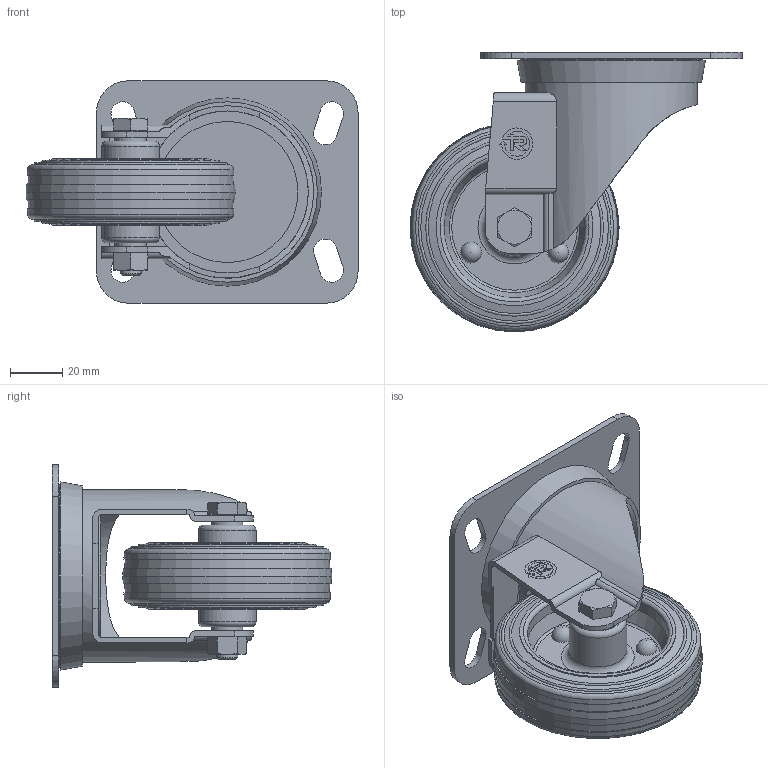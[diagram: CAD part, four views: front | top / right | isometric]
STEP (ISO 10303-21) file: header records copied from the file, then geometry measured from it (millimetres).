
FILE_DESCRIPTION(/* description */ (''),/* implementation_level */ '2;1');
FILE_NAME(/* name */ 'CRUST0000038.stp',/* time_stamp */ '2018-05-29T18:14:42+02:00',/* author */ ('fzagni'),/* organization */ (''),/* preprocessor_version */ 'ST-DEVELOPER v16.1',/* originating_system */ 'Autodesk Inventor 2016',/* authorisation */ '');
FILE_SCHEMA (('AUTOMOTIVE_DESIGN { 1 0 10303 214 3 1 1 }'));
Length unit declared in the file: millimetre
Products named in the file (1): CRUST0000038
Bounding box: 127 x 107 x 85 mm (x, y, z)
Volume: 159296.9 mm3; surface area: 65602.9 mm2
Topology: 5 solids, 5 shells, 271 faces, 664 edges, 427 vertices
Faces by surface type: plane 141, cylinder 59, cone 41, torus 24, sphere 6
Full cylindrical faces by diameter (mm): 6.647 x1, 8 x4, 11.47 x1, 12 x3, 13.5 x2, 22 x2, 54 x3, 60 x2, 62 x1, 66 x1
Entity records: 7607 total; most frequent: CARTESIAN_POINT 1537, DIRECTION 1254, ORIENTED_EDGE 1148, EDGE_CURVE 574, AXIS2_PLACEMENT_3D 462, VERTEX_POINT 410, EDGE_LOOP 386, LINE 330
